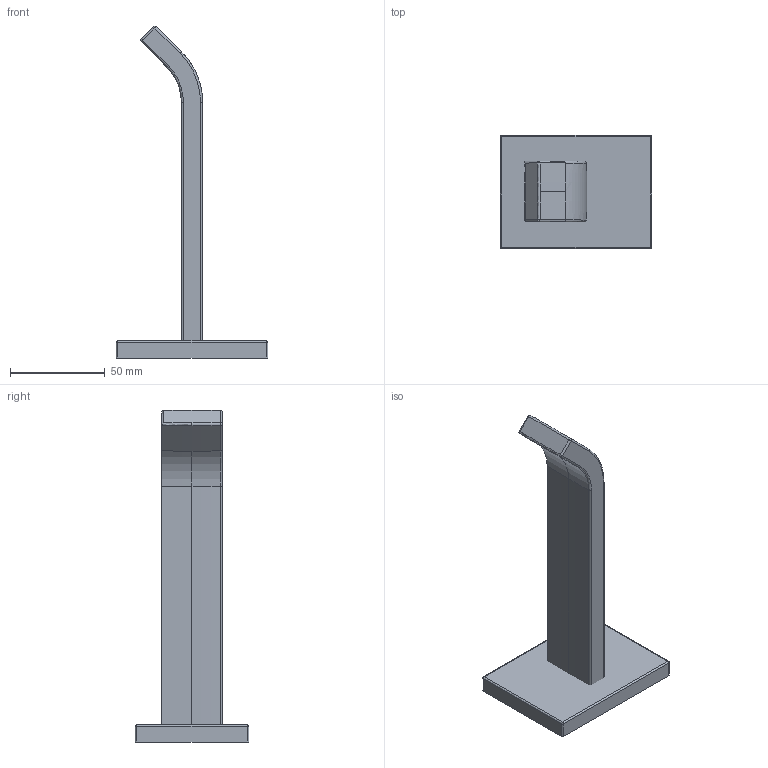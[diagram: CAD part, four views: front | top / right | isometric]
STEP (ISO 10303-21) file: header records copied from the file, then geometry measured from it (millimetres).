
FILE_DESCRIPTION (( 'STEP AP214' ), '1' );
FILE_NAME ('13800671ff_PM.STEP', '2023-11-20T09:09:24', ( '' ), ( '' ), 'SwSTEP 2.0', 'SolidWorks 2023', '' );
FILE_SCHEMA (( 'AUTOMOTIVE_DESIGN' ));
Length unit declared in the file: millimetre
Products named in the file (3): Planungsmodell_Abdeckung-+-33.543.780-01_ _K85_80x60x9; Planungsmodell_Rohr-+-09.28.22.238.94-01_-_K8_32x175; 13800671ff_PM
Assembly tree (2 placements, depth 2):
  13800671ff_PM
    Planungsmodell_Abdeckung-+-33.543.780-01_ _K85_80x60x9
    Planungsmodell_Rohr-+-09.28.22.238.94-01_-_K8_32x175
Bounding box: 80 x 60 x 175.05 mm (x, y, z)
Volume: 107060.1 mm3; surface area: 27869 mm2
Topology: 2 solids, 2 shells, 48 faces, 110 edges, 59 vertices
Faces by surface type: cylinder 22, plane 10, torus 9, sphere 7
Entity records: 1390 total; most frequent: DIRECTION 268, CARTESIAN_POINT 224, ORIENTED_EDGE 206, AXIS2_PLACEMENT_3D 113, EDGE_CURVE 103, CIRCLE 60, VERTEX_POINT 59, EDGE_LOOP 48
